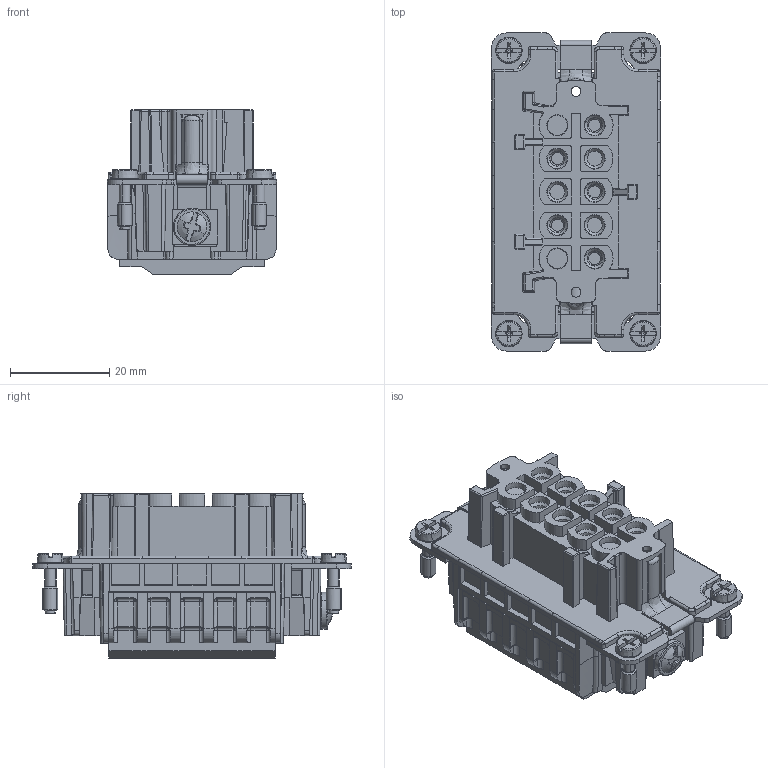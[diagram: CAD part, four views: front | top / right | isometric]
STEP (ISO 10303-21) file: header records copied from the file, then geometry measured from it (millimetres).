
FILE_DESCRIPTION(('CATIA V5 STEP Exchange','CAx-IF Rec.Pracs.--- Model Styling and Organization---1.4--- 2014-01-23'),'2;1');
FILE_NAME ('13466426_3', '2019-10-24T12:08:33+00:00', ('none'), ('Weidmueller'), 'CATIA Version 5-6 Release 2016 SP3 HF44', 'CATIA V5 STEP AP214', 'none');
FILE_SCHEMA(('AUTOMOTIVE_DESIGN { 1 0 10303 214 1 1 1 1 }'));
Products named in the file (1): 1967220000
Bounding box: 34 x 64 x 33 mm (x, y, z)
Volume: 33144.7 mm3; surface area: 19153.9 mm2
Topology: 1 solids, 19 shells, 2002 faces, 6013 edges, 3943 vertices
Faces by surface type: plane 1007, cylinder 550, cone 179, sphere 130, torus 72, bspline 36, extrusion 20, revolution 8
Entity records: 67737 total; most frequent: CARTESIAN_POINT 18580, ORIENTED_EDGE 11754, DIRECTION 7684, EDGE_CURVE 5877, VERTEX_POINT 3943, VECTOR 3504, LINE 3484, AXIS2_PLACEMENT_3D 2805
